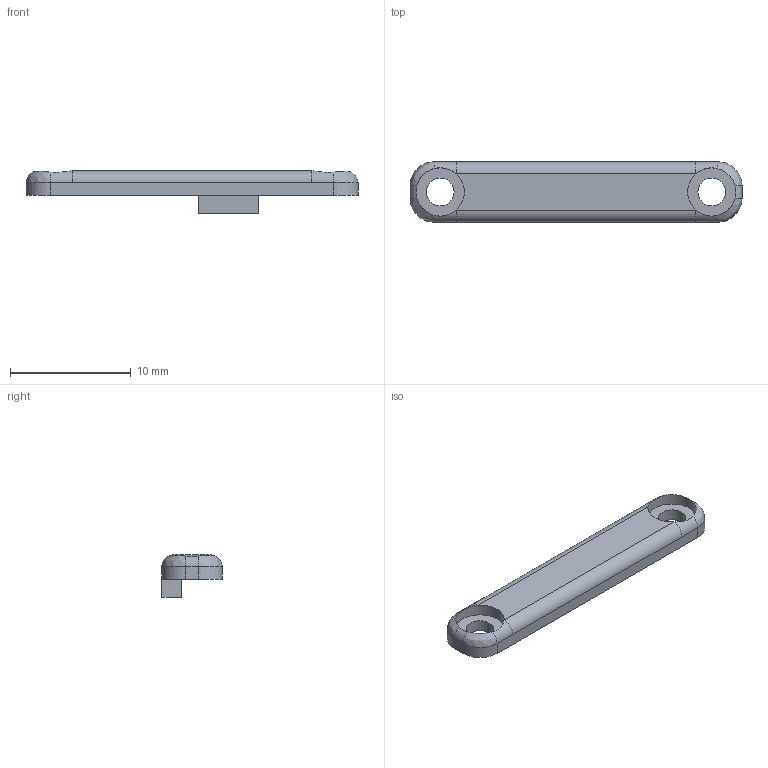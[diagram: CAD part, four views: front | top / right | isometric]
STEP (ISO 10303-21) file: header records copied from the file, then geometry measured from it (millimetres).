
FILE_DESCRIPTION(/* description */ (''),/* implementation_level */ '2;1');
FILE_NAME(/* name */ '5V Buck Mout Top.step',/* time_stamp */ '2026-02-26T13:00:31-05:00',/* author */ (''),/* organization */ (''),/* preprocessor_version */ 'ST-DEVELOPER v20.1',/* originating_system */ 'Autodesk Translation Framework v14.24.0.0',/* authorisation */ '');
FILE_SCHEMA (('AUTOMOTIVE_DESIGN { 1 0 10303 214 3 1 1 }'));
Length unit declared in the file: millimetre
Products named in the file (1): 2026-02-26-01-17-23-195
Bounding box: 27.5 x 5 x 3.5 mm (x, y, z)
Volume: 234.3 mm3; surface area: 405.7 mm2
Topology: 1 solids, 1 shells, 32 faces, 78 edges, 48 vertices
Faces by surface type: cylinder 16, plane 12, bspline 4
Full cylindrical faces by diameter (mm): 2.3 x2, 4 x2
Entity records: 1046 total; most frequent: CARTESIAN_POINT 267, ORIENTED_EDGE 156, DIRECTION 154, EDGE_CURVE 78, AXIS2_PLACEMENT_3D 58, VERTEX_POINT 48, LINE 38, VECTOR 38
